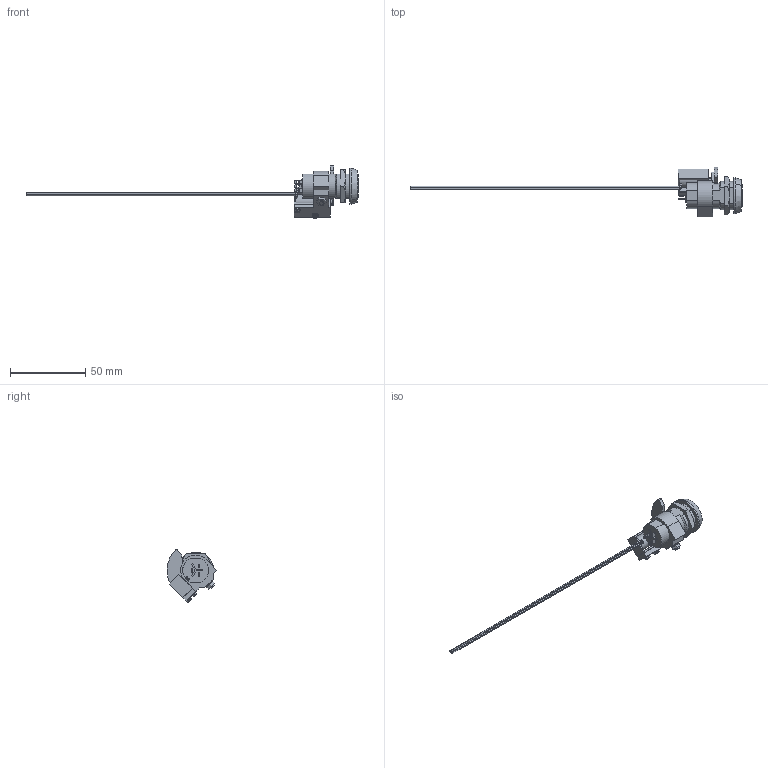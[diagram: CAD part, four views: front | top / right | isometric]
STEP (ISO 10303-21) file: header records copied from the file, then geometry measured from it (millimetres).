
FILE_DESCRIPTION (( 'STEP AP203' ), '1' );
FILE_NAME ('sone3D.STEP', '2016-05-18T08:54:48', ( '' ), ( '' ), 'SwSTEP 2.0', 'SolidWorks 2014', '' );
FILE_SCHEMA (( 'CONFIG_CONTROL_DESIGN' ));
Length unit declared in the file: millimetre
Products named in the file (7): S-37六角ナット_; sone3D; S-37-E-90僗儕乕僽__S-37-E-90-1; S-37-E-90カバー_; S-37-E-90レバー_; S-37-E-90ローター; S-37-E-90僈乕僪儕儞僌_
Assembly tree (6 placements, depth 2):
  sone3D
    S-37-E-90僗儕乕僽__S-37-E-90-1
    S-37-E-90カバー_
    S-37-E-90レバー_
    S-37-E-90ローター
    S-37-E-90僈乕僪儕儞僌_
    S-37六角ナット_
Bounding box: 220.7 x 33.15 x 34.95 mm (x, y, z)
Volume: 13140.8 mm3; surface area: 13285.8 mm2
Topology: 6 solids, 6 shells, 260 faces, 677 edges, 442 vertices
Faces by surface type: plane 154, cylinder 86, cone 10, torus 6, sphere 4
Entity records: 8893 total; most frequent: CARTESIAN_POINT 1574, DIRECTION 1414, ORIENTED_EDGE 1354, EDGE_CURVE 677, AXIS2_PLACEMENT_3D 502, VERTEX_POINT 442, LINE 410, VECTOR 410
